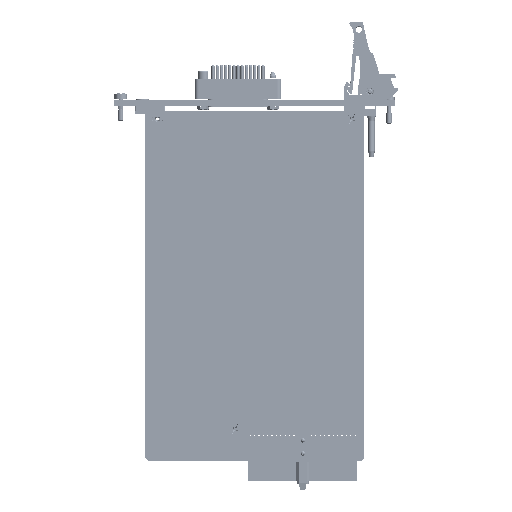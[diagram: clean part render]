
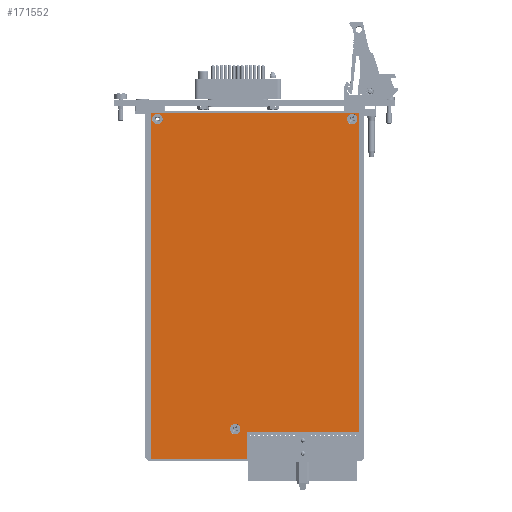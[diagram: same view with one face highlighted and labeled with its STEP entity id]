
A CAD part, left-side view. The second image highlights one B-rep face of the part: STEP entity #171552.
In plain terms, the highlighted planar face has unit normal (-1, 0, 0).
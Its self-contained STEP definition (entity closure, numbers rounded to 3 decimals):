
#14129 = CARTESIAN_POINT ( 'NONE',  ( -55.812, 59.105, 1.783 ) ) ;
#14132 = DIRECTION ( 'NONE',  ( -1., 0., 0. ) ) ;
#14136 = DIRECTION ( 'NONE',  ( 0., 0., 1. ) ) ;
#14164 = CARTESIAN_POINT ( 'NONE',  ( -55.812, 23.605, -139.917 ) ) ;
#14168 = DIRECTION ( 'NONE',  ( -1., 0., 0. ) ) ;
#14173 = DIRECTION ( 'NONE',  ( 0., 0., 1. ) ) ;
#14199 = CARTESIAN_POINT ( 'NONE',  ( -55.812, -29.895, 1.783 ) ) ;
#14202 = DIRECTION ( 'NONE',  ( -1., 0., 0. ) ) ;
#14206 = DIRECTION ( 'NONE',  ( 0., 0., 1. ) ) ;
#14211 = CARTESIAN_POINT ( 'NONE',  ( -55.812, -32.895, 4.583 ) ) ;
#14217 = CARTESIAN_POINT ( 'NONE',  ( -55.812, 62.105, -153.417 ) ) ;
#14227 = DIRECTION ( 'NONE',  ( 0., 1., 0. ) ) ;
#14253 = DIRECTION ( 'NONE',  ( 0., 0., -1. ) ) ;
#14258 = CARTESIAN_POINT ( 'NONE',  ( -55.812, 18.105, -153.417 ) ) ;
#14270 = DIRECTION ( 'NONE',  ( 0., -1., 0. ) ) ;
#14287 = CARTESIAN_POINT ( 'NONE',  ( -55.812, 18.105, -153.417 ) ) ;
#14307 = DIRECTION ( 'NONE',  ( 0., 0., 1. ) ) ;
#14324 = CARTESIAN_POINT ( 'NONE',  ( -55.812, 18.105, -141.417 ) ) ;
#14334 = DIRECTION ( 'NONE',  ( 0., -1., 0. ) ) ;
#14339 = CARTESIAN_POINT ( 'NONE',  ( -55.812, -32.895, -141.417 ) ) ;
#14365 = DIRECTION ( 'NONE',  ( 0., 0., 1. ) ) ;
#40399 = PLANE ( 'NONE',  #187054 ) ;
#40412 = CARTESIAN_POINT ( 'NONE',  ( -55.812, 62.105, 4.583 ) ) ;
#40413 = DIRECTION ( 'NONE',  ( 1., 0., 0. ) ) ;
#40415 = DIRECTION ( 'NONE',  ( 0., 0., -1. ) ) ;
#42276 = FACE_BOUND ( 'NONE', #115832, .T. ) ;
#42287 = FACE_BOUND ( 'NONE', #115849, .T. ) ;
#42293 = FACE_OUTER_BOUND ( 'NONE', #115860, .T. ) ;
#42296 = FACE_BOUND ( 'NONE', #115824, .T. ) ;
#53469 = VERTEX_POINT ( 'NONE', #59527 ) ;
#53471 = VERTEX_POINT ( 'NONE', #59531 ) ;
#53473 = VERTEX_POINT ( 'NONE', #59534 ) ;
#59527 = CARTESIAN_POINT ( 'NONE',  ( -55.812, 59.105, 4.183 ) ) ;
#59531 = CARTESIAN_POINT ( 'NONE',  ( -55.812, 23.605, -137.517 ) ) ;
#59534 = CARTESIAN_POINT ( 'NONE',  ( -55.812, -29.895, 4.183 ) ) ;
#115824 = EDGE_LOOP ( 'NONE', ( #185258 ) ) ;
#115832 = EDGE_LOOP ( 'NONE', ( #185260 ) ) ;
#115849 = EDGE_LOOP ( 'NONE', ( #185262 ) ) ;
#115860 = EDGE_LOOP ( 'NONE', ( #185263, #185264, #185266, #185268, #185270, #185272 ) ) ;
#136071 = AXIS2_PLACEMENT_3D ( 'NONE', #14129, #14132, #14136 ) ;
#136073 = AXIS2_PLACEMENT_3D ( 'NONE', #14164, #14168, #14173 ) ;
#136074 = AXIS2_PLACEMENT_3D ( 'NONE', #14199, #14202, #14206 ) ;
#148846 = VERTEX_POINT ( 'NONE', #172770 ) ;
#148850 = VERTEX_POINT ( 'NONE', #172762 ) ;
#148874 = VERTEX_POINT ( 'NONE', #172792 ) ;
#148878 = VERTEX_POINT ( 'NONE', #172785 ) ;
#148882 = VERTEX_POINT ( 'NONE', #172790 ) ;
#148884 = VERTEX_POINT ( 'NONE', #172800 ) ;
#171552 = ADVANCED_FACE ( 'NONE', ( #42296, #42276, #42287, #42293 ), #40399, .F. ) ;
#172762 = CARTESIAN_POINT ( 'NONE',  ( -55.812, -32.895, 4.583 ) ) ;
#172770 = CARTESIAN_POINT ( 'NONE',  ( -55.812, 62.105, 4.583 ) ) ;
#172785 = CARTESIAN_POINT ( 'NONE',  ( -55.812, 18.105, -153.417 ) ) ;
#172790 = CARTESIAN_POINT ( 'NONE',  ( -55.812, 18.105, -141.417 ) ) ;
#172792 = CARTESIAN_POINT ( 'NONE',  ( -55.812, 62.105, -153.417 ) ) ;
#172800 = CARTESIAN_POINT ( 'NONE',  ( -55.812, -32.895, -141.417 ) ) ;
#185258 = ORIENTED_EDGE ( 'NONE', *, *, #214203, .F. ) ;
#185260 = ORIENTED_EDGE ( 'NONE', *, *, #214199, .F. ) ;
#185262 = ORIENTED_EDGE ( 'NONE', *, *, #214208, .F. ) ;
#185263 = ORIENTED_EDGE ( 'NONE', *, *, #214212, .T. ) ;
#185264 = ORIENTED_EDGE ( 'NONE', *, *, #214216, .T. ) ;
#185266 = ORIENTED_EDGE ( 'NONE', *, *, #214221, .T. ) ;
#185268 = ORIENTED_EDGE ( 'NONE', *, *, #214225, .T. ) ;
#185270 = ORIENTED_EDGE ( 'NONE', *, *, #214229, .T. ) ;
#185272 = ORIENTED_EDGE ( 'NONE', *, *, #214233, .T. ) ;
#187054 = AXIS2_PLACEMENT_3D ( 'NONE', #40412, #40413, #40415 ) ;
#207805 = CIRCLE ( 'NONE', #136071, 2.4 ) ;
#207809 = LINE ( 'NONE', #14211, #207827 ) ;
#207820 = CIRCLE ( 'NONE', #136073, 2.4 ) ;
#207827 = VECTOR ( 'NONE', #14227, 1000. ) ;
#207831 = CIRCLE ( 'NONE', #136074, 2.4 ) ;
#207841 = LINE ( 'NONE', #14324, #207905 ) ;
#207848 = LINE ( 'NONE', #14217, #207863 ) ;
#207863 = VECTOR ( 'NONE', #14253, 1000. ) ;
#207877 = LINE ( 'NONE', #14258, #207881 ) ;
#207881 = VECTOR ( 'NONE', #14270, 1000. ) ;
#207884 = LINE ( 'NONE', #14287, #207890 ) ;
#207890 = VECTOR ( 'NONE', #14307, 1000. ) ;
#207905 = VECTOR ( 'NONE', #14334, 1000. ) ;
#207908 = LINE ( 'NONE', #14339, #207919 ) ;
#207919 = VECTOR ( 'NONE', #14365, 1000. ) ;
#214199 = EDGE_CURVE ( 'NONE', #53469, #53469, #207805, .T. ) ;
#214203 = EDGE_CURVE ( 'NONE', #53471, #53471, #207820, .T. ) ;
#214208 = EDGE_CURVE ( 'NONE', #53473, #53473, #207831, .T. ) ;
#214212 = EDGE_CURVE ( 'NONE', #148850, #148846, #207809, .T. ) ;
#214216 = EDGE_CURVE ( 'NONE', #148846, #148874, #207848, .T. ) ;
#214221 = EDGE_CURVE ( 'NONE', #148874, #148878, #207877, .T. ) ;
#214225 = EDGE_CURVE ( 'NONE', #148878, #148882, #207884, .T. ) ;
#214229 = EDGE_CURVE ( 'NONE', #148882, #148884, #207841, .T. ) ;
#214233 = EDGE_CURVE ( 'NONE', #148884, #148850, #207908, .T. ) ;
